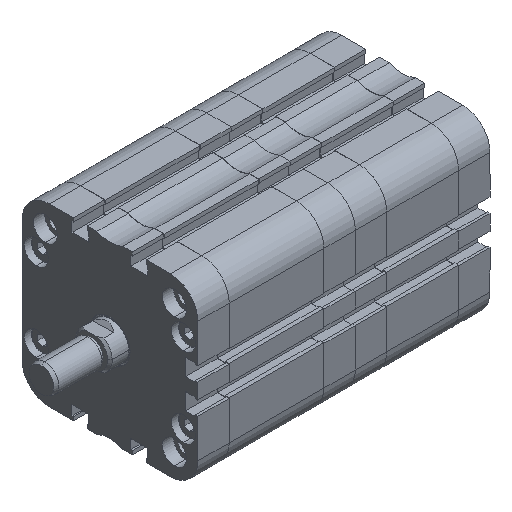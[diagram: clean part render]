
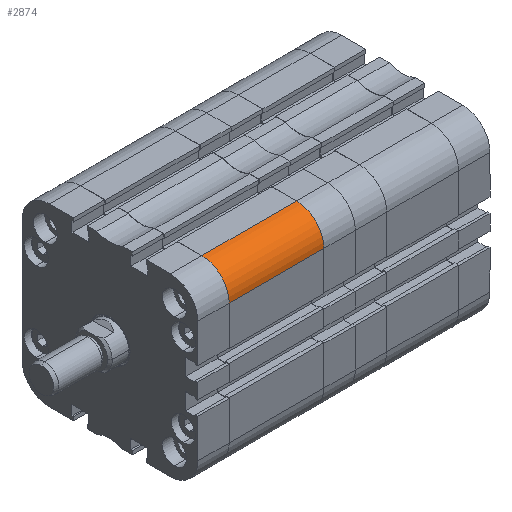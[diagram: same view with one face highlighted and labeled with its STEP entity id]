
A CAD part, isometric view. The second image highlights one B-rep face of the part: STEP entity #2874.
In plain terms, the highlighted cylindrical face has radius 12 mm (diameter 24 mm), a partial arc.
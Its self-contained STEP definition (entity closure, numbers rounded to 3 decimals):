
#1142 = VECTOR ( 'NONE', #14416, 1000. ) ;
#1519 = EDGE_CURVE ( 'NONE', #12856, #9134, #39805, .T. ) ;
#1813 = LINE ( 'NONE', #30549, #1142 ) ;
#2645 = DIRECTION ( 'NONE',  ( -1., 0., 0. ) ) ;
#2713 = DIRECTION ( 'NONE',  ( -1., 0., 0. ) ) ;
#2874 = ADVANCED_FACE ( 'NONE', ( #12421 ), #31688, .T. ) ;
#3258 = AXIS2_PLACEMENT_3D ( 'NONE', #27037, #2645, #14634 ) ;
#8082 = EDGE_CURVE ( 'NONE', #37664, #16669, #1813, .T. ) ;
#9134 = VERTEX_POINT ( 'NONE', #15216 ) ;
#9262 = AXIS2_PLACEMENT_3D ( 'NONE', #39627, #30730, #40043 ) ;
#11239 = CIRCLE ( 'NONE', #9262, 12. ) ;
#12412 = VECTOR ( 'NONE', #23464, 1000. ) ;
#12421 = FACE_OUTER_BOUND ( 'NONE', #17279, .T. ) ;
#12856 = VERTEX_POINT ( 'NONE', #21042 ) ;
#14416 = DIRECTION ( 'NONE',  ( -1., 0., 0. ) ) ;
#14634 = DIRECTION ( 'NONE',  ( 0., 0., -1. ) ) ;
#15216 = CARTESIAN_POINT ( 'NONE',  ( 41.5, -26.5, 38.5 ) ) ;
#15727 = CARTESIAN_POINT ( 'NONE',  ( 41.5, -26.5, 26.5 ) ) ;
#16669 = VERTEX_POINT ( 'NONE', #29554 ) ;
#17279 = EDGE_LOOP ( 'NONE', ( #25948, #31442, #20037, #36746 ) ) ;
#20037 = ORIENTED_EDGE ( 'NONE', *, *, #36132, .F. ) ;
#20043 = AXIS2_PLACEMENT_3D ( 'NONE', #15727, #2713, #21297 ) ;
#21042 = CARTESIAN_POINT ( 'NONE',  ( 0., -26.5, 38.5 ) ) ;
#21297 = DIRECTION ( 'NONE',  ( 0., 0., 1. ) ) ;
#22497 = EDGE_CURVE ( 'NONE', #9134, #37664, #11239, .T. ) ;
#23464 = DIRECTION ( 'NONE',  ( 1., 0., 0. ) ) ;
#24523 = CARTESIAN_POINT ( 'NONE',  ( 41.5, -38.5, 26.5 ) ) ;
#25948 = ORIENTED_EDGE ( 'NONE', *, *, #22497, .F. ) ;
#27037 = CARTESIAN_POINT ( 'NONE',  ( 0., -26.5, 26.5 ) ) ;
#29554 = CARTESIAN_POINT ( 'NONE',  ( 0., -38.5, 26.5 ) ) ;
#29882 = CARTESIAN_POINT ( 'NONE',  ( 41.5, -26.5, 38.5 ) ) ;
#30549 = CARTESIAN_POINT ( 'NONE',  ( 41.5, -38.5, 26.5 ) ) ;
#30730 = DIRECTION ( 'NONE',  ( 1., 0., 0. ) ) ;
#31442 = ORIENTED_EDGE ( 'NONE', *, *, #1519, .F. ) ;
#31688 = CYLINDRICAL_SURFACE ( 'NONE', #20043, 12. ) ;
#36132 = EDGE_CURVE ( 'NONE', #16669, #12856, #38944, .T. ) ;
#36746 = ORIENTED_EDGE ( 'NONE', *, *, #8082, .F. ) ;
#37664 = VERTEX_POINT ( 'NONE', #24523 ) ;
#38944 = CIRCLE ( 'NONE', #3258, 12. ) ;
#39627 = CARTESIAN_POINT ( 'NONE',  ( 41.5, -26.5, 26.5 ) ) ;
#39805 = LINE ( 'NONE', #29882, #12412 ) ;
#40043 = DIRECTION ( 'NONE',  ( 0., 0., -1. ) ) ;
